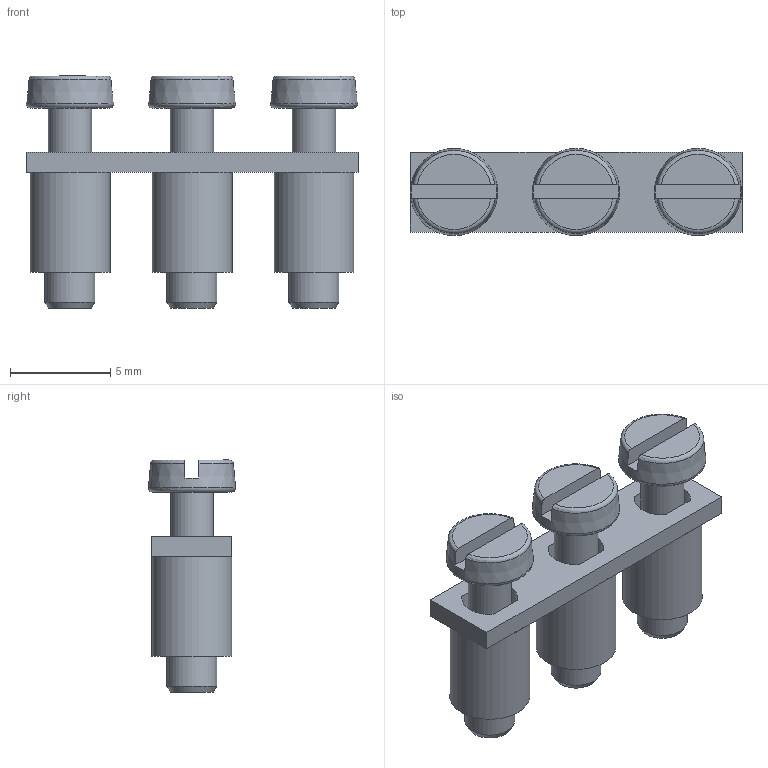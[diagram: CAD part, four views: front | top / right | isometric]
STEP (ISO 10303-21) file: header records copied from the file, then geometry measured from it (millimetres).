
FILE_DESCRIPTION(/* description */ (''),/* implementation_level */ '2;1');
FILE_NAME(/* name */ 'QS3_2833.0.stp',/* time_stamp */ '2020-04-21T08:20:45+02:00',/* author */ (''),/* organization */ (''),/* preprocessor_version */ 'ST-DEVELOPER v16.7',/* originating_system */ 'SIEMENS PLM Software NX 12.0',/* authorisation */ '');
FILE_SCHEMA (('AUTOMOTIVE_DESIGN { 1 0 10303 214 3 1 1 1 }'));
Length unit declared in the file: millimetre
Products named in the file (1): scho3C90592E4g9w
Bounding box: 16.6 x 4.36 x 11.6 mm (x, y, z)
Volume: 341.6 mm3; surface area: 812.7 mm2
Topology: 1 solids, 1 shells, 81 faces, 180 edges, 116 vertices
Faces by surface type: plane 51, cylinder 15, torus 9, cone 6
Full cylindrical faces by diameter (mm): 2.16 x3, 2.5 x3, 2.8 x6, 4 x3
Entity records: 2252 total; most frequent: CARTESIAN_POINT 558, DIRECTION 356, ORIENTED_EDGE 294, AXIS2_PLACEMENT_3D 151, EDGE_CURVE 147, EDGE_LOOP 120, VERTEX_POINT 107, ADVANCED_FACE 81
